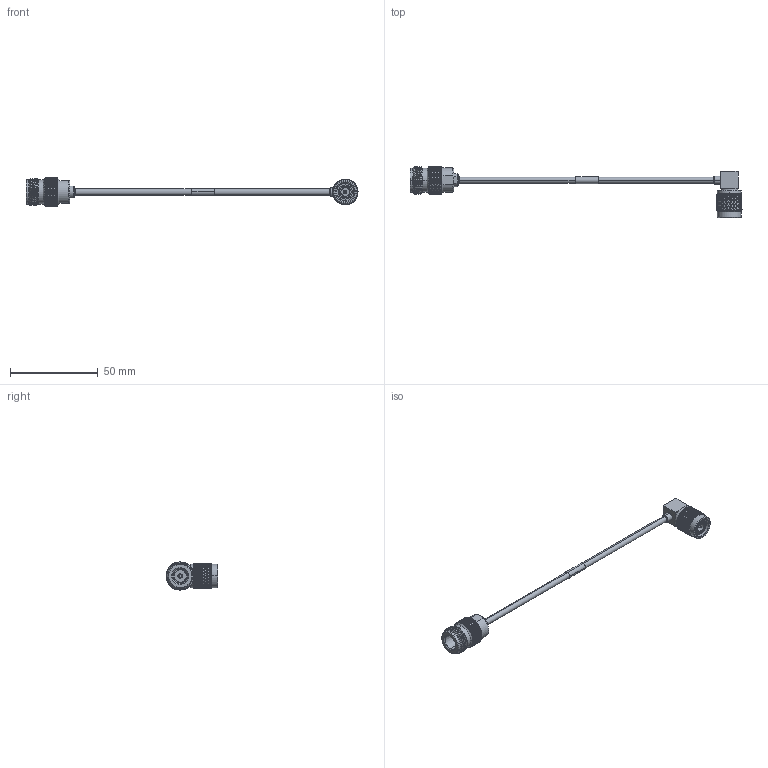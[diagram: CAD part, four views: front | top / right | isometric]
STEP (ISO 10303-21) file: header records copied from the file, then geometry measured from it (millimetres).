
FILE_DESCRIPTION (( 'STEP AP214' ), '1' );
FILE_NAME ('LCCA30453.step', '2020-05-02T09:02:48', ( '' ), ( '' ), 'SwSTEP 2.0', 'SolidWorks 2018', '' );
FILE_SCHEMA (( 'AUTOMOTIVE_DESIGN' ));
Length unit declared in the file: inch
Products named in the file (7): solder plug left^LCCA30453; LCCA30453; LCCN3055; LCCN3061; 1AW01-003_.152 ID; solder plug right^LCCA30453; LC141TB (141 FORMABLE)
Assembly tree (6 placements, depth 2):
  LCCA30453
    LC141TB (141 FORMABLE)
    LCCN3055
    solder plug left^LCCA30453
    1AW01-003_.152 ID
    LCCN3061
    solder plug right^LCCA30453
Bounding box: 189.55 x 29.49 x 16 mm (x, y, z)
Volume: 8265.9 mm3; surface area: 6859.9 mm2
Topology: 6 solids, 6 shells, 4985 faces, 10561 edges, 5605 vertices
Faces by surface type: bspline 3808, cylinder 1054, plane 74, cone 45, sphere 4
Entity records: 191732 total; most frequent: CARTESIAN_POINT 127206, ORIENTED_EDGE 21122, EDGE_CURVE 10561, VERTEX_POINT 5605, EDGE_LOOP 5008, ADVANCED_FACE 4985, FACE_OUTER_BOUND 4985, B_SPLINE_CURVE_WITH_KNOTS 4406
